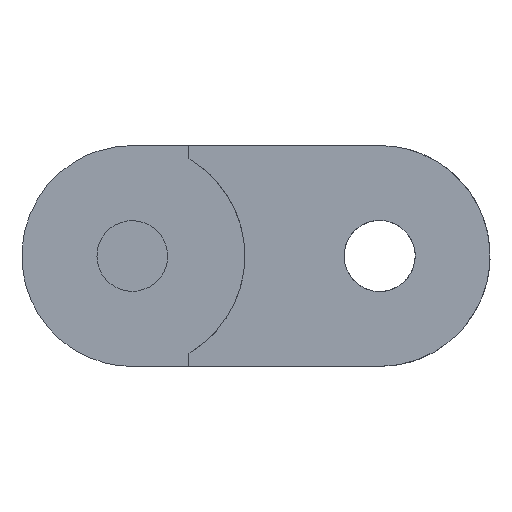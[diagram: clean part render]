
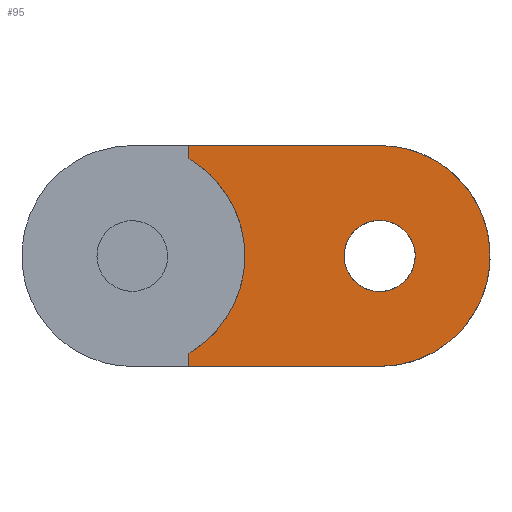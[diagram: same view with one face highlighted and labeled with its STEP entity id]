
A CAD part, front view. The second image highlights one B-rep face of the part: STEP entity #95.
In plain terms, the highlighted planar face has unit normal (0, -1, 0).
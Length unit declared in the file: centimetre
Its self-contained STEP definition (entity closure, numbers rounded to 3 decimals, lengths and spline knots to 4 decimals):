
#33=FACE_BOUND('',#399,.T.);
#95=ADVANCED_FACE('',(#242,#33),#2429,.T.);
#242=FACE_OUTER_BOUND('',#398,.T.);
#398=EDGE_LOOP('',(#780,#781,#782,#783,#784,#785));
#399=EDGE_LOOP('',(#786,#787));
#780=ORIENTED_EDGE('',*,*,#1448,.T.);
#781=ORIENTED_EDGE('',*,*,#1447,.T.);
#782=ORIENTED_EDGE('',*,*,#1449,.T.);
#783=ORIENTED_EDGE('',*,*,#1450,.T.);
#784=ORIENTED_EDGE('',*,*,#1417,.T.);
#785=ORIENTED_EDGE('',*,*,#1419,.T.);
#786=ORIENTED_EDGE('',*,*,#1452,.T.);
#787=ORIENTED_EDGE('',*,*,#1471,.T.);
#1417=EDGE_CURVE('',#2159,#2160,#1732,.T.);
#1419=EDGE_CURVE('',#2160,#2179,#1734,.T.);
#1447=EDGE_CURVE('',#2181,#2182,#1749,.T.);
#1448=EDGE_CURVE('',#2179,#2181,#1952,.T.);
#1449=EDGE_CURVE('',#2182,#2176,#1953,.T.);
#1450=EDGE_CURVE('',#2176,#2159,#1750,.T.);
#1452=EDGE_CURVE('',#2183,#2196,#1751,.T.);
#1471=EDGE_CURVE('',#2196,#2183,#1756,.T.);
#1732=(
BOUNDED_CURVE()
B_SPLINE_CURVE(2,(#3420,#3421,#3422,#3423,#3424,#3425,#3426),
 .UNSPECIFIED.,.F.,.F.)
B_SPLINE_CURVE_WITH_KNOTS((3,2,2,3),(0.8718,2.3987,
6.3257,8.7258),.UNSPECIFIED.)
CURVE()
GEOMETRIC_REPRESENTATION_ITEM()
RATIONAL_B_SPLINE_CURVE((1.,0.958,1.007,0.712,
1.007,0.888,1.))
REPRESENTATION_ITEM('')
);
#1734=(
BOUNDED_CURVE()
B_SPLINE_CURVE(2,(#3429,#3430,#3431),.UNSPECIFIED.,.F.,.F.)
B_SPLINE_CURVE_WITH_KNOTS((3,3),(8.7258,13.0422),
 .UNSPECIFIED.)
CURVE()
GEOMETRIC_REPRESENTATION_ITEM()
RATIONAL_B_SPLINE_CURVE((1.,1.,1.))
REPRESENTATION_ITEM('')
);
#1749=(
BOUNDED_CURVE()
B_SPLINE_CURVE(2,(#3510,#3511,#3512,#3513,#3514),.UNSPECIFIED.,.F.,.F.)
B_SPLINE_CURVE_WITH_KNOTS((3,2,3),(-17.2633,-14.6029,
-11.9424),.UNSPECIFIED.)
CURVE()
GEOMETRIC_REPRESENTATION_ITEM()
RATIONAL_B_SPLINE_CURVE((1.,0.867,1.,0.867,1.))
REPRESENTATION_ITEM('')
);
#1750=(
BOUNDED_CURVE()
B_SPLINE_CURVE(2,(#3519,#3520,#3521),.UNSPECIFIED.,.F.,.F.)
B_SPLINE_CURVE_WITH_KNOTS((3,3),(-3.4447,0.8718),
 .UNSPECIFIED.)
CURVE()
GEOMETRIC_REPRESENTATION_ITEM()
RATIONAL_B_SPLINE_CURVE((1.,1.,1.))
REPRESENTATION_ITEM('')
);
#1751=(
BOUNDED_CURVE()
B_SPLINE_CURVE(2,(#3524,#3525,#3526,#3527,#3528),.UNSPECIFIED.,.F.,.F.)
B_SPLINE_CURVE_WITH_KNOTS((3,2,3),(-5.058,-3.7935,
-2.529),.UNSPECIFIED.)
CURVE()
GEOMETRIC_REPRESENTATION_ITEM()
RATIONAL_B_SPLINE_CURVE((1.,0.707,1.,0.707,1.))
REPRESENTATION_ITEM('')
);
#1756=(
BOUNDED_CURVE()
B_SPLINE_CURVE(2,(#3574,#3575,#3576,#3577,#3578),.UNSPECIFIED.,.F.,.F.)
B_SPLINE_CURVE_WITH_KNOTS((3,2,3),(-2.529,-1.2645,
0.),.UNSPECIFIED.)
CURVE()
GEOMETRIC_REPRESENTATION_ITEM()
RATIONAL_B_SPLINE_CURVE((1.,0.707,1.,0.707,1.))
REPRESENTATION_ITEM('')
);
#1952=B_SPLINE_CURVE_WITH_KNOTS('',1,(#3515,#3516),.UNSPECIFIED.,.F.,.F.,
(2,2),(-0.3575,-0.0609),.UNSPECIFIED.);
#1953=B_SPLINE_CURVE_WITH_KNOTS('',1,(#3517,#3518),.UNSPECIFIED.,.F.,.F.,
(2,2),(4.3459,4.6425),.UNSPECIFIED.);
#2159=VERTEX_POINT('',#3296);
#2160=VERTEX_POINT('',#3297);
#2176=VERTEX_POINT('',#3313);
#2179=VERTEX_POINT('',#3316);
#2181=VERTEX_POINT('',#3318);
#2182=VERTEX_POINT('',#3319);
#2183=VERTEX_POINT('',#3320);
#2196=VERTEX_POINT('',#3333);
#2429=PLANE('',#2540);
#2540=AXIS2_PLACEMENT_3D('',#3167,#2634,$);
#2634=DIRECTION('',(0.,-1.,0.));
#3167=CARTESIAN_POINT('',(6.8047,-8.2789,5.4481));
#3296=CARTESIAN_POINT('',(2.9797,-8.2789,-0.1769));
#3297=CARTESIAN_POINT('',(2.9797,-8.2789,4.8231));
#3313=CARTESIAN_POINT('',(-1.3368,-8.2789,-0.1769));
#3316=CARTESIAN_POINT('',(-1.3368,-8.2789,4.8231));
#3318=CARTESIAN_POINT('',(-1.3368,-8.2789,4.5265));
#3319=CARTESIAN_POINT('',(-1.3368,-8.2789,0.1197));
#3320=CARTESIAN_POINT('',(2.1837,-8.2789,2.4434));
#3333=CARTESIAN_POINT('',(3.7756,-8.2789,2.2028));
#3420=CARTESIAN_POINT('',(2.9797,-8.2789,-0.1769));
#3421=CARTESIAN_POINT('',(3.7554,-8.2789,-0.1769));
#3422=CARTESIAN_POINT('',(4.3948,-8.2789,0.2622));
#3423=CARTESIAN_POINT('',(6.4557,-8.2789,1.6774));
#3424=CARTESIAN_POINT('',(5.0405,-8.2789,3.7383));
#3425=CARTESIAN_POINT('',(4.2956,-8.2789,4.8231));
#3426=CARTESIAN_POINT('',(2.9797,-8.2789,4.8231));
#3429=CARTESIAN_POINT('',(2.9797,-8.2789,4.8231));
#3430=CARTESIAN_POINT('',(0.8214,-8.2789,4.8231));
#3431=CARTESIAN_POINT('',(-1.3368,-8.2789,4.8231));
#3510=CARTESIAN_POINT('',(-1.3368,-8.2789,4.5265));
#3511=CARTESIAN_POINT('',(-0.0703,-8.2789,3.7888));
#3512=CARTESIAN_POINT('',(-0.0703,-8.2789,2.3231));
#3513=CARTESIAN_POINT('',(-0.0703,-8.2789,0.8574));
#3514=CARTESIAN_POINT('',(-1.3368,-8.2789,0.1197));
#3515=CARTESIAN_POINT('',(-1.3368,-8.2789,4.8231));
#3516=CARTESIAN_POINT('',(-1.3368,-8.2789,4.5265));
#3517=CARTESIAN_POINT('',(-1.3368,-8.2789,0.1197));
#3518=CARTESIAN_POINT('',(-1.3368,-8.2789,-0.1769));
#3519=CARTESIAN_POINT('',(-1.3368,-8.2789,-0.1769));
#3520=CARTESIAN_POINT('',(0.8214,-8.2789,-0.1769));
#3521=CARTESIAN_POINT('',(2.9797,-8.2789,-0.1769));
#3524=CARTESIAN_POINT('',(2.1837,-8.2789,2.4434));
#3525=CARTESIAN_POINT('',(2.304,-8.2789,3.2393));
#3526=CARTESIAN_POINT('',(3.0999,-8.2789,3.1191));
#3527=CARTESIAN_POINT('',(3.8959,-8.2789,2.9988));
#3528=CARTESIAN_POINT('',(3.7756,-8.2789,2.2028));
#3574=CARTESIAN_POINT('',(3.7756,-8.2789,2.2028));
#3575=CARTESIAN_POINT('',(3.6553,-8.2789,1.4069));
#3576=CARTESIAN_POINT('',(2.8594,-8.2789,1.5271));
#3577=CARTESIAN_POINT('',(2.0634,-8.2789,1.6474));
#3578=CARTESIAN_POINT('',(2.1837,-8.2789,2.4434));
